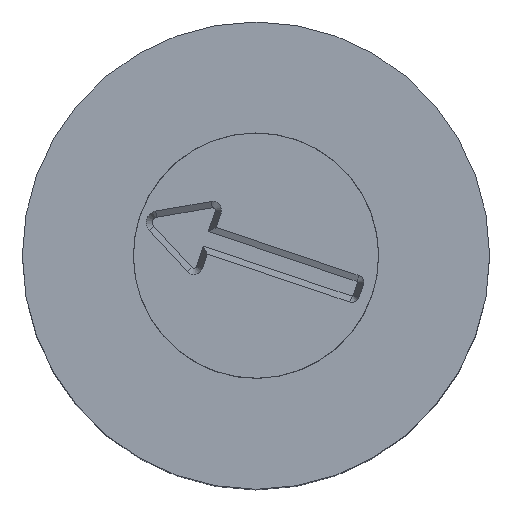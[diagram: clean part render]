
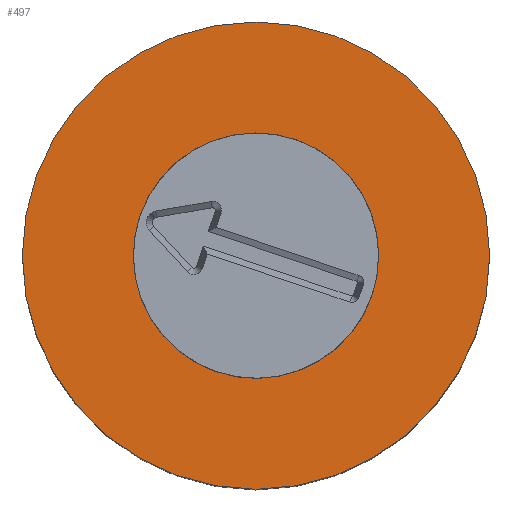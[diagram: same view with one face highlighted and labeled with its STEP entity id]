
A CAD part, top view. The second image highlights one B-rep face of the part: STEP entity #497.
In plain terms, the highlighted planar face has unit normal (0, 0, 1).
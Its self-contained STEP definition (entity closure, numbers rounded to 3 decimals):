
#30=FACE_BOUND('',#96,.T.);
#35=PLANE('',#598);
#62=FACE_OUTER_BOUND('',#95,.T.);
#95=EDGE_LOOP('',(#378));
#96=EDGE_LOOP('',(#379));
#199=CIRCLE('',#585,1.05);
#206=CIRCLE('',#597,2.);
#231=VERTEX_POINT('',#833);
#238=VERTEX_POINT('',#856);
#278=EDGE_CURVE('',#231,#231,#199,.T.);
#289=EDGE_CURVE('',#238,#238,#206,.T.);
#378=ORIENTED_EDGE('',*,*,#289,.F.);
#379=ORIENTED_EDGE('',*,*,#278,.T.);
#497=ADVANCED_FACE('',(#62,#30),#35,.F.);
#585=AXIS2_PLACEMENT_3D('',#834,#666,#667);
#597=AXIS2_PLACEMENT_3D('',#857,#694,#695);
#598=AXIS2_PLACEMENT_3D('',#859,#697,#698);
#666=DIRECTION('center_axis',(0.,0.,-1.));
#667=DIRECTION('ref_axis',(1.,0.,0.));
#694=DIRECTION('center_axis',(0.,0.,-1.));
#695=DIRECTION('ref_axis',(-1.,0.,0.));
#697=DIRECTION('center_axis',(0.,0.,-1.));
#698=DIRECTION('ref_axis',(-1.,0.,0.));
#833=CARTESIAN_POINT('',(-1.05,0.,5.));
#834=CARTESIAN_POINT('Origin',(0.,0.,5.));
#856=CARTESIAN_POINT('',(2.,0.,5.));
#857=CARTESIAN_POINT('Origin',(0.,0.,5.));
#859=CARTESIAN_POINT('Origin',(0.,0.,5.));
